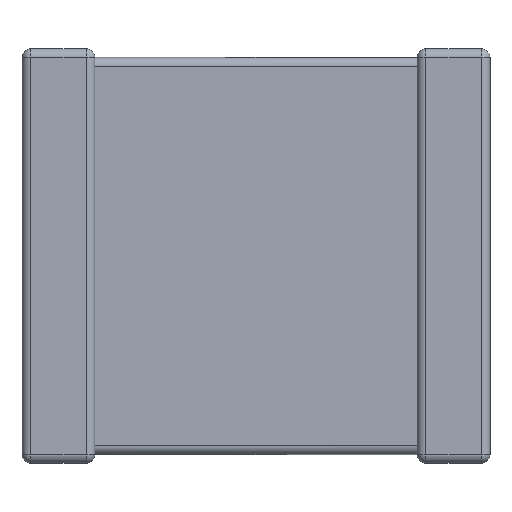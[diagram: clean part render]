
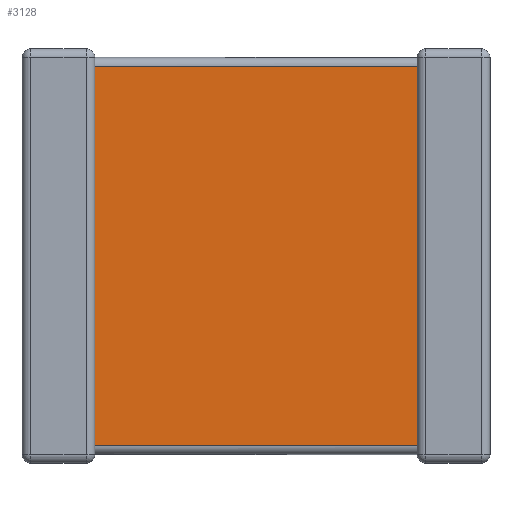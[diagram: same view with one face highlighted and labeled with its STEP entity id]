
A CAD part, front view. The second image highlights one B-rep face of the part: STEP entity #3128.
In plain terms, the highlighted planar face has unit normal (0, -1, 0).
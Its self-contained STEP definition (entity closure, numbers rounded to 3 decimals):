
#64 = DIRECTION ( 'NONE',  ( 0., 0., 1. ) ) ;
#146 = VECTOR ( 'NONE', #64, 1000. ) ;
#170 = EDGE_CURVE ( 'NONE', #1658, #667, #3476, .T. ) ;
#249 = CARTESIAN_POINT ( 'NONE',  ( 0.95, 0.112, -5.4 ) ) ;
#667 = VERTEX_POINT ( 'NONE', #797 ) ;
#687 = CARTESIAN_POINT ( 'NONE',  ( 0.95, 0.112, -5.175 ) ) ;
#728 = CARTESIAN_POINT ( 'NONE',  ( 5.15, 0.112, -5.4 ) ) ;
#759 = LINE ( 'NONE', #912, #3287 ) ;
#797 = CARTESIAN_POINT ( 'NONE',  ( 5.15, 0.112, -0.225 ) ) ;
#890 = ORIENTED_EDGE ( 'NONE', *, *, #4499, .T. ) ;
#912 = CARTESIAN_POINT ( 'NONE',  ( 5.15, 0.112, -5.175 ) ) ;
#1174 = DIRECTION ( 'NONE',  ( 0., 0., 1. ) ) ;
#1512 = CARTESIAN_POINT ( 'NONE',  ( 0.95, 0.112, -0.225 ) ) ;
#1555 = CARTESIAN_POINT ( 'NONE',  ( 0.95, 0.112, -5.4 ) ) ;
#1658 = VERTEX_POINT ( 'NONE', #3076 ) ;
#1824 = ORIENTED_EDGE ( 'NONE', *, *, #3826, .T. ) ;
#1837 = ORIENTED_EDGE ( 'NONE', *, *, #170, .T. ) ;
#1928 = DIRECTION ( 'NONE',  ( 0., 0., -1. ) ) ;
#2493 = AXIS2_PLACEMENT_3D ( 'NONE', #1555, #4119, #1928 ) ;
#2537 = DIRECTION ( 'NONE',  ( -1., 0., 0. ) ) ;
#2899 = VECTOR ( 'NONE', #1174, 1000. ) ;
#3070 = EDGE_CURVE ( 'NONE', #3541, #4273, #3531, .T. ) ;
#3076 = CARTESIAN_POINT ( 'NONE',  ( 5.15, 0.112, -5.175 ) ) ;
#3128 = ADVANCED_FACE ( 'NONE', ( #4032 ), #3362, .T. ) ;
#3251 = EDGE_LOOP ( 'NONE', ( #4497, #1824, #1837, #890 ) ) ;
#3287 = VECTOR ( 'NONE', #4544, 1000. ) ;
#3362 = PLANE ( 'NONE',  #2493 ) ;
#3476 = LINE ( 'NONE', #728, #2899 ) ;
#3531 = LINE ( 'NONE', #249, #146 ) ;
#3541 = VERTEX_POINT ( 'NONE', #687 ) ;
#3607 = CARTESIAN_POINT ( 'NONE',  ( 0.95, 0.112, -0.225 ) ) ;
#3826 = EDGE_CURVE ( 'NONE', #3541, #1658, #759, .T. ) ;
#4032 = FACE_OUTER_BOUND ( 'NONE', #3251, .T. ) ;
#4119 = DIRECTION ( 'NONE',  ( 0., -1., 0. ) ) ;
#4250 = LINE ( 'NONE', #3607, #4298 ) ;
#4273 = VERTEX_POINT ( 'NONE', #1512 ) ;
#4298 = VECTOR ( 'NONE', #2537, 1000. ) ;
#4497 = ORIENTED_EDGE ( 'NONE', *, *, #3070, .F. ) ;
#4499 = EDGE_CURVE ( 'NONE', #667, #4273, #4250, .T. ) ;
#4544 = DIRECTION ( 'NONE',  ( 1., 0., 0. ) ) ;
